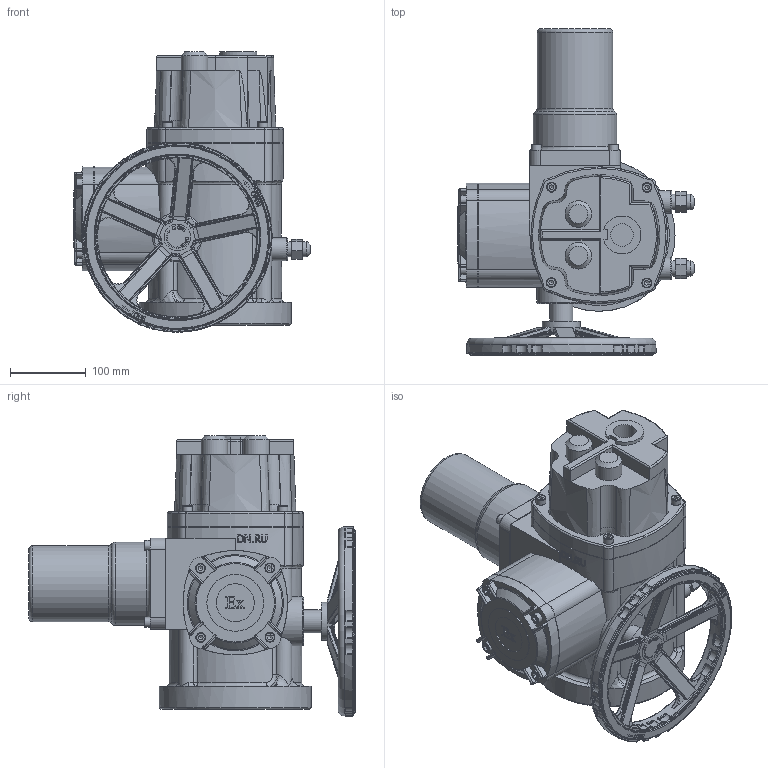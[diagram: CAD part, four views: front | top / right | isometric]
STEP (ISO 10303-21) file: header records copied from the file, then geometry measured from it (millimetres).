
FILE_DESCRIPTION(/* description */ (''),/* implementation_level */ '2;1');
FILE_NAME(/* name */ '300-500_3D_STEP.stp',/* time_stamp */ '2024-08-16T00:00:19+03:00',/* author */ ('igorr'),/* organization */ (''),/* preprocessor_version */ 'ST-DEVELOPER v20',/* originating_system */ 'Autodesk Inventor 2025',/* authorisation */ '');
FILE_SCHEMA (('AUTOMOTIVE_DESIGN { 1 0 10303 214 3 1 1 }'));
Length unit declared in the file: millimetre
Products named in the file (5): Сборка; Деталь 2; Деталь1; AS 1420 - 1973 - M8 x 35; AS 1420 - 1973 - M8 x 16
Assembly tree (14 placements, depth 2):
  Сборка
    Деталь 2
    Деталь1
    AS 1420 - 1973 - M8 x 35  x8
    AS 1420 - 1973 - M8 x 16  x4
Bounding box: 311 x 430 x 369.44 mm (x, y, z)
Volume: 12312222 mm3; surface area: 650692.7 mm2
Topology: 16 solids, 16 shells, 1669 faces, 4143 edges, 2571 vertices
Faces by surface type: plane 603, cylinder 381, bspline 285, torus 274, sphere 83, cone 43
Full cylindrical faces by diameter (mm): 8 x12, 8.325 x2, 13 x12, 14 x4, 16 x4, 20 x4, 30 x4, 35 x3, 50 x2, 58.654 x2, 65 x2, 66 x1, 73.898 x2, 75 x1, 91.537 x1, 100 x1, 110 x1, 200 x1, 210 x1, 218 x1, 242 x1, 250 x1
Entity records: 57195 total; most frequent: CARTESIAN_POINT 20676, ORIENTED_EDGE 7538, DIRECTION 6963, EDGE_CURVE 3769, AXIS2_PLACEMENT_3D 2733, VERTEX_POINT 2331, EDGE_LOOP 1598, FACE_OUTER_BOUND 1519
